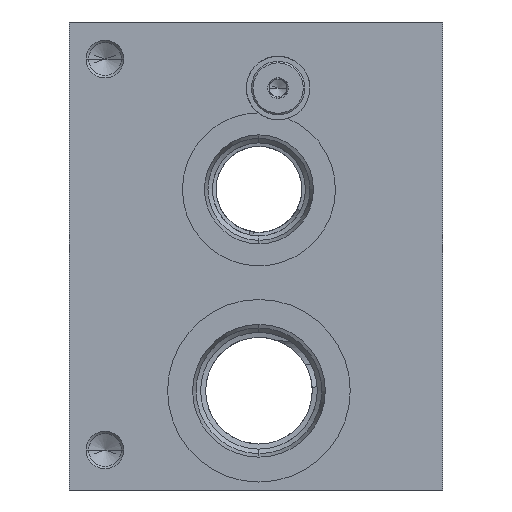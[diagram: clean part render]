
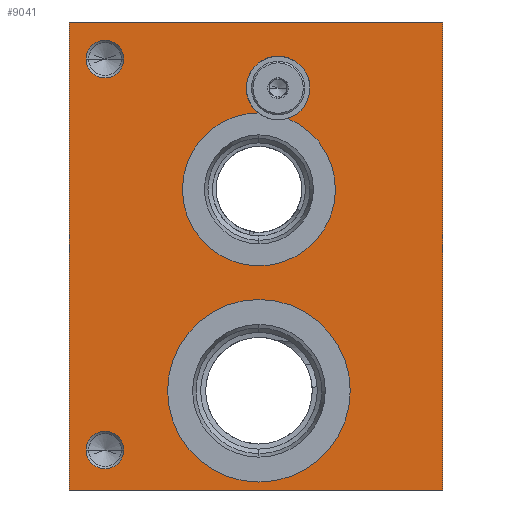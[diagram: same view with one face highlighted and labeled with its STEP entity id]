
A CAD part, front view. The second image highlights one B-rep face of the part: STEP entity #9041.
In plain terms, the highlighted planar face has unit normal (0, -1, 0).
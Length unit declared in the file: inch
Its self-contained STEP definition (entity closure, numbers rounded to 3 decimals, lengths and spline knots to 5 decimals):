
#5=DIRECTION('',(1.,0.,0.));
#6=VECTOR('',#5,3.938);
#7=CARTESIAN_POINT('',(0.,-12.,0.));
#8=LINE('',#7,#6);
#80=DIRECTION('',(0.,0.,1.));
#81=VECTOR('',#80,4.938);
#82=CARTESIAN_POINT('',(3.938,-12.,0.));
#83=LINE('',#82,#81);
#1134=DIRECTION('',(0.,0.,1.));
#1135=VECTOR('',#1134,4.938);
#1136=CARTESIAN_POINT('',(0.,-12.,0.));
#1137=LINE('',#1136,#1135);
#1138=CARTESIAN_POINT('',(0.375,-12.,0.422));
#1139=DIRECTION('',(0.,1.,0.));
#1140=DIRECTION('',(-1.,0.,0.));
#1141=AXIS2_PLACEMENT_3D('',#1138,#1139,#1140);
#1143=CARTESIAN_POINT('',(0.375,-12.,0.422));
#1144=DIRECTION('',(0.,1.,0.));
#1145=DIRECTION('',(1.,0.,0.));
#1146=AXIS2_PLACEMENT_3D('',#1143,#1144,#1145);
#1148=CARTESIAN_POINT('',(0.375,-12.,4.547));
#1149=DIRECTION('',(0.,1.,0.));
#1150=DIRECTION('',(-1.,0.,0.));
#1151=AXIS2_PLACEMENT_3D('',#1148,#1149,#1150);
#1153=CARTESIAN_POINT('',(0.375,-12.,4.547));
#1154=DIRECTION('',(0.,1.,0.));
#1155=DIRECTION('',(1.,0.,0.));
#1156=AXIS2_PLACEMENT_3D('',#1153,#1154,#1155);
#1158=CARTESIAN_POINT('',(2.,-12.,1.047));
#1159=DIRECTION('',(0.,1.,0.));
#1160=DIRECTION('',(0.,0.,-1.));
#1161=AXIS2_PLACEMENT_3D('',#1158,#1159,#1160);
#1163=CARTESIAN_POINT('',(2.,-12.,1.047));
#1164=DIRECTION('',(0.,1.,0.));
#1165=DIRECTION('',(0.,0.,1.));
#1166=AXIS2_PLACEMENT_3D('',#1163,#1164,#1165);
#1168=CARTESIAN_POINT('',(2.202,-12.,4.241));
#1169=DIRECTION('',(0.,1.,0.));
#1170=DIRECTION('',(-0.626,0.,-0.78));
#1171=AXIS2_PLACEMENT_3D('',#1168,#1169,#1170);
#1173=CARTESIAN_POINT('',(2.202,-12.,4.241));
#1174=DIRECTION('',(0.,1.,0.));
#1175=DIRECTION('',(0.,0.,1.));
#1176=AXIS2_PLACEMENT_3D('',#1173,#1174,#1175);
#1190=DIRECTION('',(1.,0.,0.));
#1191=VECTOR('',#1190,3.938);
#1192=CARTESIAN_POINT('',(0.,-12.,4.938));
#1193=LINE('',#1192,#1191);
#4343=CARTESIAN_POINT('',(2.,-12.,3.172));
#4344=DIRECTION('',(0.,1.,0.));
#4345=DIRECTION('',(0.374,0.,0.927));
#4346=AXIS2_PLACEMENT_3D('',#4343,#4344,#4345);
#7370=CARTESIAN_POINT('',(0.,-12.,0.));
#7372=VERTEX_POINT('',#7370);
#7373=CARTESIAN_POINT('',(3.938,-12.,0.));
#7374=VERTEX_POINT('',#7373);
#7378=CARTESIAN_POINT('',(0.,-12.,4.938));
#7380=VERTEX_POINT('',#7378);
#7381=CARTESIAN_POINT('',(3.938,-12.,4.938));
#7382=VERTEX_POINT('',#7381);
#8212=CARTESIAN_POINT('',(0.1765,-12.,0.422));
#8214=VERTEX_POINT('',#8212);
#8216=CARTESIAN_POINT('',(0.5735,-12.,0.422));
#8218=VERTEX_POINT('',#8216);
#8226=CARTESIAN_POINT('',(0.1765,-12.,4.547));
#8228=VERTEX_POINT('',#8226);
#8230=CARTESIAN_POINT('',(0.5735,-12.,4.547));
#8232=VERTEX_POINT('',#8230);
#8234=CARTESIAN_POINT('',(2.,-12.,0.0835));
#8236=VERTEX_POINT('',#8234);
#8238=CARTESIAN_POINT('',(2.,-12.,2.0105));
#8240=VERTEX_POINT('',#8238);
#8341=CARTESIAN_POINT('',(1.99169,-12.,3.97896));
#8342=CARTESIAN_POINT('',(2.202,-12.,4.577));
#8343=VERTEX_POINT('',#8341);
#8344=VERTEX_POINT('',#8342);
#8345=CARTESIAN_POINT('',(2.30219,-12.,3.92029));
#8346=VERTEX_POINT('',#8345);
#9003=CARTESIAN_POINT('',(0.,-12.,0.));
#9004=DIRECTION('',(0.,-1.,0.));
#9005=DIRECTION('',(1.,0.,0.));
#9006=AXIS2_PLACEMENT_3D('',#9003,#9004,#9005);
#9007=PLANE('',#9006);
#9008=ORIENTED_EDGE('',*,*,#8683,.F.);
#9009=ORIENTED_EDGE('',*,*,#8708,.T.);
#9011=ORIENTED_EDGE('',*,*,#9010,.T.);
#9012=ORIENTED_EDGE('',*,*,#8761,.F.);
#9013=EDGE_LOOP('',(#9008,#9009,#9011,#9012));
#9014=FACE_OUTER_BOUND('',#9013,.F.);
#9016=ORIENTED_EDGE('',*,*,#9015,.F.);
#9018=ORIENTED_EDGE('',*,*,#9017,.F.);
#9019=EDGE_LOOP('',(#9016,#9018));
#9020=FACE_BOUND('',#9019,.F.);
#9022=ORIENTED_EDGE('',*,*,#9021,.F.);
#9024=ORIENTED_EDGE('',*,*,#9023,.F.);
#9025=EDGE_LOOP('',(#9022,#9024));
#9026=FACE_BOUND('',#9025,.F.);
#9028=ORIENTED_EDGE('',*,*,#9027,.F.);
#9030=ORIENTED_EDGE('',*,*,#9029,.F.);
#9031=EDGE_LOOP('',(#9028,#9030));
#9032=FACE_BOUND('',#9031,.F.);
#9034=ORIENTED_EDGE('',*,*,#9033,.F.);
#9036=ORIENTED_EDGE('',*,*,#9035,.F.);
#9038=ORIENTED_EDGE('',*,*,#9037,.F.);
#9039=EDGE_LOOP('',(#9034,#9036,#9038));
#9040=FACE_BOUND('',#9039,.F.);
#9041=ADVANCED_FACE('',(#9014,#9020,#9026,#9032,#9040),#9007,.T.);
#1142=CIRCLE('',#1141,0.1985);
#1147=CIRCLE('',#1146,0.1985);
#1152=CIRCLE('',#1151,0.1985);
#1157=CIRCLE('',#1156,0.1985);
#1162=CIRCLE('',#1161,0.9635);
#1167=CIRCLE('',#1166,0.9635);
#1172=CIRCLE('',#1171,0.336);
#1177=CIRCLE('',#1176,0.336);
#4347=CIRCLE('',#4346,0.807);
#8683=EDGE_CURVE('',#7372,#7374,#8,.T.);
#8708=EDGE_CURVE('',#7372,#7380,#1137,.T.);
#8761=EDGE_CURVE('',#7374,#7382,#83,.T.);
#9010=EDGE_CURVE('',#7380,#7382,#1193,.T.);
#9015=EDGE_CURVE('',#8214,#8218,#1142,.T.);
#9017=EDGE_CURVE('',#8218,#8214,#1147,.T.);
#9021=EDGE_CURVE('',#8228,#8232,#1152,.T.);
#9023=EDGE_CURVE('',#8232,#8228,#1157,.T.);
#9027=EDGE_CURVE('',#8236,#8240,#1162,.T.);
#9029=EDGE_CURVE('',#8240,#8236,#1167,.T.);
#9033=EDGE_CURVE('',#8343,#8344,#1172,.T.);
#9035=EDGE_CURVE('',#8346,#8343,#4347,.T.);
#9037=EDGE_CURVE('',#8344,#8346,#1177,.T.);
